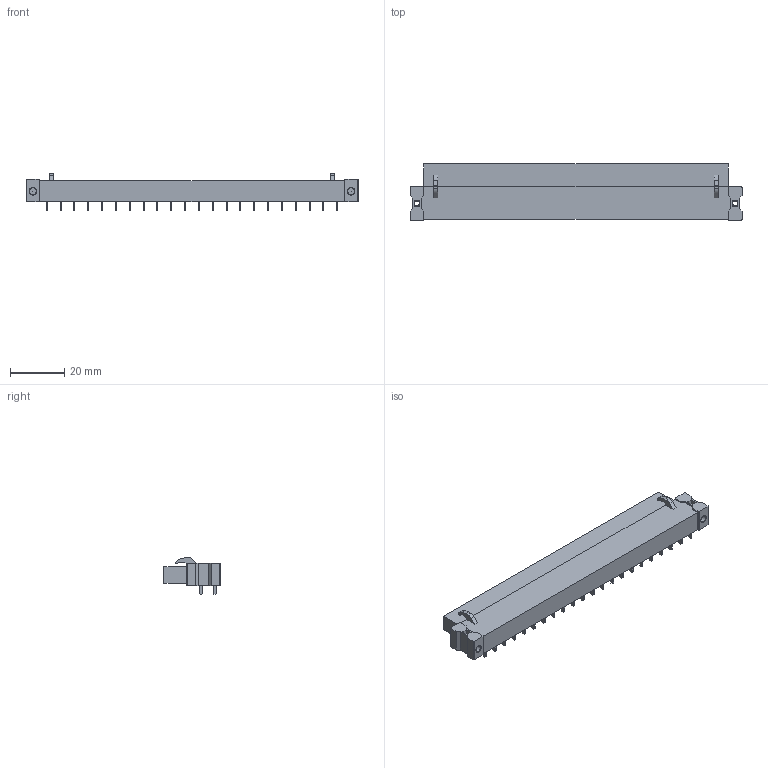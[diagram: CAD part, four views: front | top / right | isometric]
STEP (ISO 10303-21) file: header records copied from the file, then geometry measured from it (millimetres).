
FILE_DESCRIPTION(('CATIA V5 STEP','CAx-IF Rec.Pracs.--- Model Styling and Organization---1.2---2011-12-15'),'2;1');
FILE_NAME ('D1457335_0_1843950000_1843950000.stp','2018-09-01T03:08:06+00:00',('none'),('Weidmueller'),'CATIA Version 5-6 Release 2014','CATIA V5 STEP AP214','none');
FILE_SCHEMA(('AUTOMOTIVE_DESIGN { 1 0 10303 214 1 1 1 1 }'));
Length unit declared in the file: millimetre
Products named in the file (1): 1843950000
Bounding box: 121.92 x 20.65 x 13.48 mm (x, y, z)
Volume: 16521.9 mm3; surface area: 8243.8 mm2
Topology: 45 solids, 45 shells, 770 faces, 1802 edges, 1198 vertices
Faces by surface type: plane 676, cone 52, cylinder 42
Entity records: 19750 total; most frequent: ORIENTED_EDGE 3604, CARTESIAN_POINT 3418, DIRECTION 2636, EDGE_CURVE 1802, VECTOR 1622, LINE 1622, VERTEX_POINT 1198, EDGE_LOOP 858
